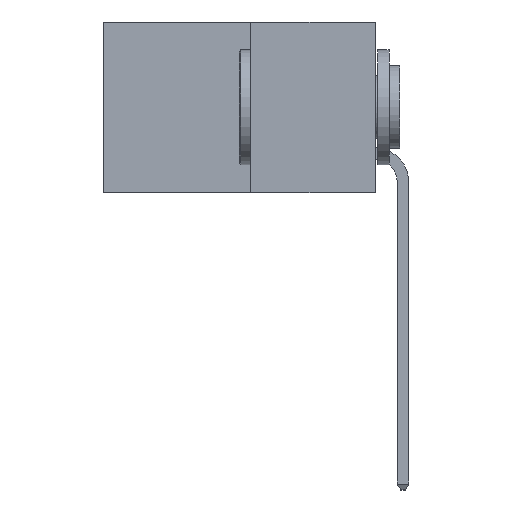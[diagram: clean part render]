
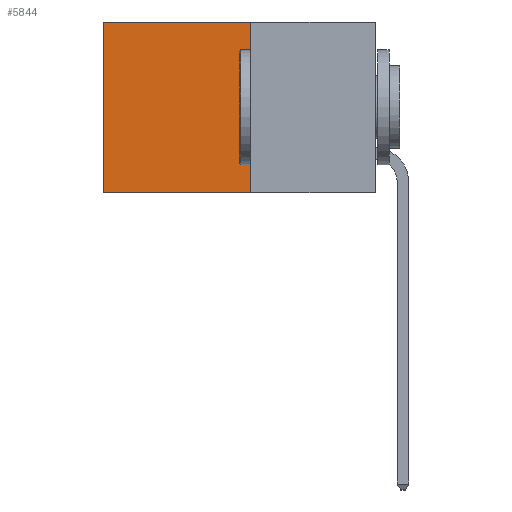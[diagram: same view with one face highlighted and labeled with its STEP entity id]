
A CAD part, left-side view. The second image highlights one B-rep face of the part: STEP entity #5844.
In plain terms, the highlighted planar face has unit normal (-1, 0, 0).
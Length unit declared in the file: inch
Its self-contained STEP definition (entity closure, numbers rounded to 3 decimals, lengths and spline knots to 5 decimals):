
#66 = VERTEX_POINT ( 'NONE', #6309 ) ;
#140 = VECTOR ( 'NONE', #11096, 39.37008 ) ;
#488 = FACE_OUTER_BOUND ( 'NONE', #7193, .T. ) ;
#1477 = DIRECTION ( 'NONE',  ( 0., 1., 0. ) ) ;
#1531 = CARTESIAN_POINT ( 'NONE',  ( 0.277, 0.27, -0.37 ) ) ;
#2032 = VERTEX_POINT ( 'NONE', #9404 ) ;
#2483 = CARTESIAN_POINT ( 'NONE',  ( 0.277, 0.27, 0. ) ) ;
#2549 = CARTESIAN_POINT ( 'NONE',  ( 0.277, 0.27, 0. ) ) ;
#3003 = VECTOR ( 'NONE', #13025, 39.37008 ) ;
#3189 = VERTEX_POINT ( 'NONE', #11360 ) ;
#3512 = ORIENTED_EDGE ( 'NONE', *, *, #5418, .T. ) ;
#3581 = LINE ( 'NONE', #9243, #11445 ) ;
#4788 = DIRECTION ( 'NONE',  ( 0., 0., -1. ) ) ;
#4875 = DIRECTION ( 'NONE',  ( 1., 0., 0. ) ) ;
#4929 = CARTESIAN_POINT ( 'NONE',  ( 0.277, 0.27, -0.37 ) ) ;
#5010 = PLANE ( 'NONE',  #7486 ) ;
#5126 = VERTEX_POINT ( 'NONE', #2483 ) ;
#5418 = EDGE_CURVE ( 'NONE', #3189, #2032, #11528, .T. ) ;
#5443 = LINE ( 'NONE', #1531, #11183 ) ;
#5844 = ADVANCED_FACE ( 'NONE', ( #488 ), #5010, .F. ) ;
#6309 = CARTESIAN_POINT ( 'NONE',  ( 0.277, 0.27, -0.37 ) ) ;
#7193 = EDGE_LOOP ( 'NONE', ( #3512, #12991, #7669, #10057 ) ) ;
#7486 = AXIS2_PLACEMENT_3D ( 'NONE', #4929, #4875, #4788 ) ;
#7669 = ORIENTED_EDGE ( 'NONE', *, *, #8328, .F. ) ;
#8328 = EDGE_CURVE ( 'NONE', #5126, #66, #3581, .T. ) ;
#8951 = DIRECTION ( 'NONE',  ( 0., 0., -1. ) ) ;
#9060 = EDGE_CURVE ( 'NONE', #66, #2032, #5443, .T. ) ;
#9243 = CARTESIAN_POINT ( 'NONE',  ( 0.277, 0.27, -0.37 ) ) ;
#9404 = CARTESIAN_POINT ( 'NONE',  ( 0.277, 0.59, -0.37 ) ) ;
#10057 = ORIENTED_EDGE ( 'NONE', *, *, #10260, .T. ) ;
#10260 = EDGE_CURVE ( 'NONE', #5126, #3189, #10837, .T. ) ;
#10837 = LINE ( 'NONE', #2549, #140 ) ;
#11096 = DIRECTION ( 'NONE',  ( 0., 1., 0. ) ) ;
#11183 = VECTOR ( 'NONE', #1477, 39.37008 ) ;
#11360 = CARTESIAN_POINT ( 'NONE',  ( 0.277, 0.59, 0. ) ) ;
#11445 = VECTOR ( 'NONE', #8951, 39.37008 ) ;
#11528 = LINE ( 'NONE', #13246, #3003 ) ;
#12991 = ORIENTED_EDGE ( 'NONE', *, *, #9060, .F. ) ;
#13025 = DIRECTION ( 'NONE',  ( 0., 0., -1. ) ) ;
#13246 = CARTESIAN_POINT ( 'NONE',  ( 0.277, 0.59, -0.37 ) ) ;
